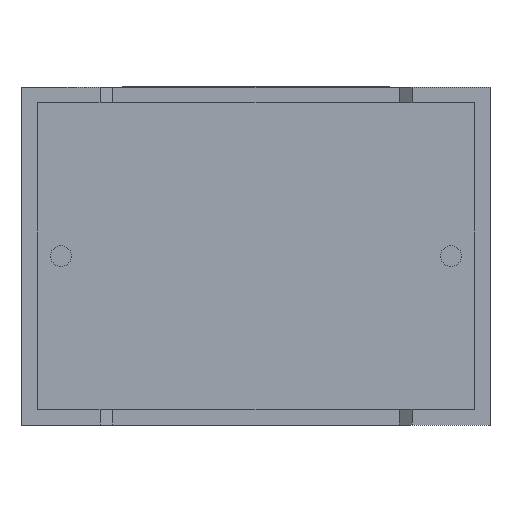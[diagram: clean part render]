
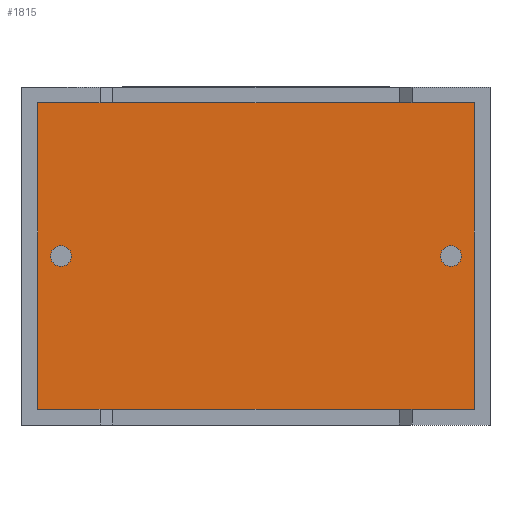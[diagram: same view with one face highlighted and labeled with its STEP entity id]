
A CAD part, front view. The second image highlights one B-rep face of the part: STEP entity #1815.
In plain terms, the highlighted planar face has unit normal (0, -1, 0).
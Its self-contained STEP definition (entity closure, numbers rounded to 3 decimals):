
#6 = VERTEX_POINT ( 'NONE', #1950 ) ;
#16 = CARTESIAN_POINT ( 'NONE',  ( 17.4, 0.75, 0.6 ) ) ;
#78 = DIRECTION ( 'NONE',  ( 0., 0., 1. ) ) ;
#101 = CARTESIAN_POINT ( 'NONE',  ( 16.5, 0.75, 6.5 ) ) ;
#116 = DIRECTION ( 'NONE',  ( 0., -1., 0. ) ) ;
#124 = LINE ( 'NONE', #2045, #1016 ) ;
#156 = EDGE_CURVE ( 'NONE', #6, #1998, #708, .T. ) ;
#255 = CARTESIAN_POINT ( 'NONE',  ( 0.6, 0.75, 12.4 ) ) ;
#315 = VERTEX_POINT ( 'NONE', #2136 ) ;
#358 = ORIENTED_EDGE ( 'NONE', *, *, #1565, .F. ) ;
#364 = DIRECTION ( 'NONE',  ( 0., -1., 0. ) ) ;
#369 = EDGE_CURVE ( 'NONE', #1246, #2380, #2843, .T. ) ;
#373 = LINE ( 'NONE', #1064, #2508 ) ;
#378 = AXIS2_PLACEMENT_3D ( 'NONE', #2884, #996, #739 ) ;
#463 = ORIENTED_EDGE ( 'NONE', *, *, #1352, .F. ) ;
#534 = CIRCLE ( 'NONE', #3005, 0.4 ) ;
#567 = EDGE_CURVE ( 'NONE', #1880, #6, #373, .T. ) ;
#610 = CARTESIAN_POINT ( 'NONE',  ( 1.5, 0.75, 6.9 ) ) ;
#619 = CARTESIAN_POINT ( 'NONE',  ( 0., 0.75, 0. ) ) ;
#650 = CARTESIAN_POINT ( 'NONE',  ( 0.6, 0.75, 0.6 ) ) ;
#708 = LINE ( 'NONE', #16, #2413 ) ;
#739 = DIRECTION ( 'NONE',  ( 0., 0., -1. ) ) ;
#804 = CARTESIAN_POINT ( 'NONE',  ( 17.4, 0.75, 12.4 ) ) ;
#810 = FACE_BOUND ( 'NONE', #1716, .T. ) ;
#829 = EDGE_CURVE ( 'NONE', #1998, #2886, #124, .T. ) ;
#873 = DIRECTION ( 'NONE',  ( 0., 0., -1. ) ) ;
#898 = CARTESIAN_POINT ( 'NONE',  ( 0.6, 0.75, 12.4 ) ) ;
#943 = EDGE_CURVE ( 'NONE', #2886, #1880, #2720, .T. ) ;
#996 = DIRECTION ( 'NONE',  ( 0., -1., 0. ) ) ;
#1016 = VECTOR ( 'NONE', #2295, 1000. ) ;
#1064 = CARTESIAN_POINT ( 'NONE',  ( 0.6, 0.75, 0.6 ) ) ;
#1079 = PLANE ( 'NONE',  #2324 ) ;
#1147 = EDGE_CURVE ( 'NONE', #2563, #315, #2605, .T. ) ;
#1218 = EDGE_LOOP ( 'NONE', ( #2062, #1846, #2836, #2503 ) ) ;
#1229 = CARTESIAN_POINT ( 'NONE',  ( 1.5, 0.75, 6.5 ) ) ;
#1246 = VERTEX_POINT ( 'NONE', #2715 ) ;
#1262 = FACE_BOUND ( 'NONE', #2190, .T. ) ;
#1281 = FACE_OUTER_BOUND ( 'NONE', #1218, .T. ) ;
#1352 = EDGE_CURVE ( 'NONE', #2380, #1246, #534, .T. ) ;
#1369 = ORIENTED_EDGE ( 'NONE', *, *, #1147, .F. ) ;
#1373 = ORIENTED_EDGE ( 'NONE', *, *, #369, .F. ) ;
#1463 = DIRECTION ( 'NONE',  ( 0., -1., 0. ) ) ;
#1508 = AXIS2_PLACEMENT_3D ( 'NONE', #1229, #1463, #1693 ) ;
#1515 = AXIS2_PLACEMENT_3D ( 'NONE', #101, #116, #873 ) ;
#1538 = DIRECTION ( 'NONE',  ( 1., 0., 0. ) ) ;
#1565 = EDGE_CURVE ( 'NONE', #315, #2563, #2852, .T. ) ;
#1619 = CARTESIAN_POINT ( 'NONE',  ( 1.5, 0.75, 6.5 ) ) ;
#1693 = DIRECTION ( 'NONE',  ( 0., 0., -1. ) ) ;
#1716 = EDGE_LOOP ( 'NONE', ( #358, #1369 ) ) ;
#1724 = CARTESIAN_POINT ( 'NONE',  ( 16.5, 0.75, 6.1 ) ) ;
#1815 = ADVANCED_FACE ( 'NONE', ( #810, #1281, #1262 ), #1079, .T. ) ;
#1846 = ORIENTED_EDGE ( 'NONE', *, *, #567, .T. ) ;
#1880 = VERTEX_POINT ( 'NONE', #650 ) ;
#1950 = CARTESIAN_POINT ( 'NONE',  ( 17.4, 0.75, 0.6 ) ) ;
#1998 = VERTEX_POINT ( 'NONE', #804 ) ;
#2045 = CARTESIAN_POINT ( 'NONE',  ( 17.4, 0.75, 12.4 ) ) ;
#2062 = ORIENTED_EDGE ( 'NONE', *, *, #943, .T. ) ;
#2136 = CARTESIAN_POINT ( 'NONE',  ( 16.5, 0.75, 6.9 ) ) ;
#2190 = EDGE_LOOP ( 'NONE', ( #463, #1373 ) ) ;
#2264 = VECTOR ( 'NONE', #2969, 1000. ) ;
#2295 = DIRECTION ( 'NONE',  ( -1., 0., 0. ) ) ;
#2324 = AXIS2_PLACEMENT_3D ( 'NONE', #619, #364, #2934 ) ;
#2380 = VERTEX_POINT ( 'NONE', #610 ) ;
#2413 = VECTOR ( 'NONE', #78, 1000. ) ;
#2503 = ORIENTED_EDGE ( 'NONE', *, *, #829, .T. ) ;
#2508 = VECTOR ( 'NONE', #1538, 1000. ) ;
#2563 = VERTEX_POINT ( 'NONE', #1724 ) ;
#2605 = CIRCLE ( 'NONE', #378, 0.4 ) ;
#2715 = CARTESIAN_POINT ( 'NONE',  ( 1.5, 0.75, 6.1 ) ) ;
#2720 = LINE ( 'NONE', #898, #2264 ) ;
#2836 = ORIENTED_EDGE ( 'NONE', *, *, #156, .T. ) ;
#2843 = CIRCLE ( 'NONE', #1508, 0.4 ) ;
#2852 = CIRCLE ( 'NONE', #1515, 0.4 ) ;
#2884 = CARTESIAN_POINT ( 'NONE',  ( 16.5, 0.75, 6.5 ) ) ;
#2886 = VERTEX_POINT ( 'NONE', #255 ) ;
#2934 = DIRECTION ( 'NONE',  ( 0., 0., -1. ) ) ;
#2969 = DIRECTION ( 'NONE',  ( 0., 0., -1. ) ) ;
#3005 = AXIS2_PLACEMENT_3D ( 'NONE', #1619, #3054, #3039 ) ;
#3039 = DIRECTION ( 'NONE',  ( 0., 0., -1. ) ) ;
#3054 = DIRECTION ( 'NONE',  ( 0., -1., 0. ) ) ;
